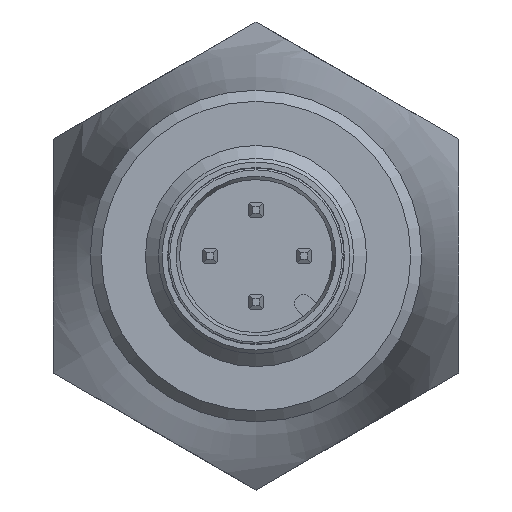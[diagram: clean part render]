
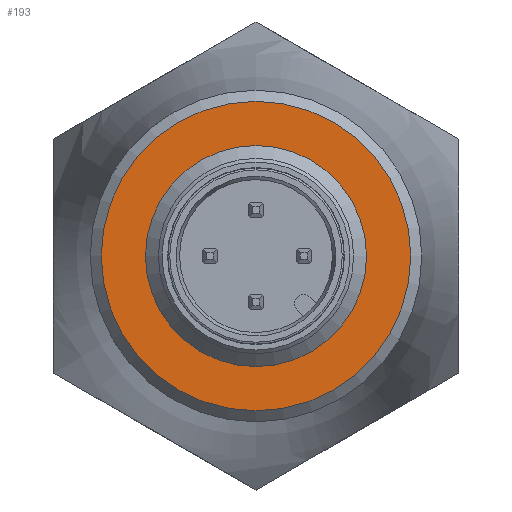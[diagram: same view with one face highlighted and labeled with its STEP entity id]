
A CAD part, front view. The second image highlights one B-rep face of the part: STEP entity #193.
In plain terms, the highlighted planar face has unit normal (0, -1, 0).
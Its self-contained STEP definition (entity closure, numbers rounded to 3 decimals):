
#193 = ADVANCED_FACE( '', ( #452, #453 ), #454, .T. );
#452 = FACE_OUTER_BOUND( '', #780, .T. );
#453 = FACE_BOUND( '', #781, .T. );
#454 = PLANE( '', #782 );
#780 = EDGE_LOOP( '', ( #1312 ) );
#781 = EDGE_LOOP( '', ( #1313 ) );
#782 = AXIS2_PLACEMENT_3D( '', #1314, #1315, #1316 );
#1312 = ORIENTED_EDGE( '', *, *, #1799, .T. );
#1313 = ORIENTED_EDGE( '', *, *, #1948, .T. );
#1314 = CARTESIAN_POINT( '', ( 9., -89.72, 0. ) );
#1315 = DIRECTION( '', ( 0., -1., 0. ) );
#1316 = DIRECTION( '', ( -1., 0., 0. ) );
#1799 = EDGE_CURVE( '', #2127, #2127, #2128, .T. );
#1948 = EDGE_CURVE( '', #2361, #2361, #2362, .F. );
#2127 = VERTEX_POINT( '', #2609 );
#2128 = CIRCLE( '', #2610, 8.4 );
#2361 = VERTEX_POINT( '', #3028 );
#2362 = CIRCLE( '', #3029, 5.9 );
#2609 = CARTESIAN_POINT( '', ( -8.4, -89.72, 0. ) );
#2610 = AXIS2_PLACEMENT_3D( '', #3475, #3476, #3477 );
#3028 = CARTESIAN_POINT( '', ( -5.9, -89.72, 0. ) );
#3029 = AXIS2_PLACEMENT_3D( '', #3635, #3636, #3637 );
#3475 = CARTESIAN_POINT( '', ( 0., -89.72, 0. ) );
#3476 = DIRECTION( '', ( 0., -1., 0. ) );
#3477 = DIRECTION( '', ( -1., 0., 0. ) );
#3635 = CARTESIAN_POINT( '', ( 0., -89.72, 0. ) );
#3636 = DIRECTION( '', ( 0., -1., 0. ) );
#3637 = DIRECTION( '', ( -1., 0., 0. ) );
